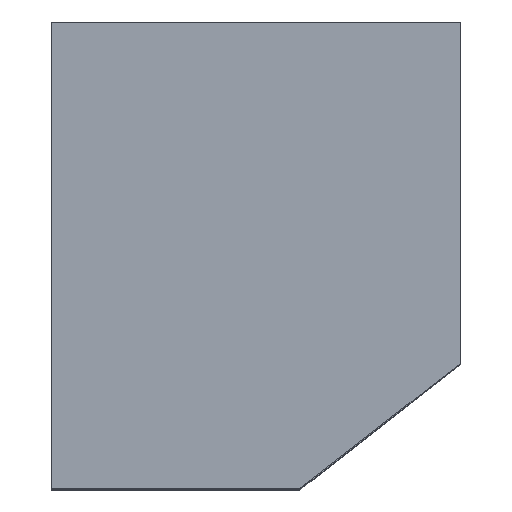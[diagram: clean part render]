
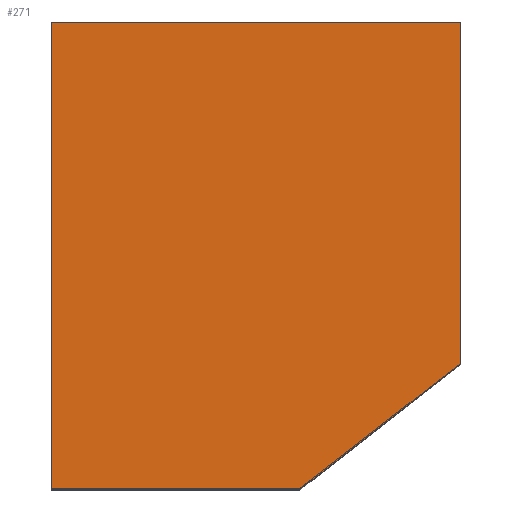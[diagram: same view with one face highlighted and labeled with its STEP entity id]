
A CAD part, top view. The second image highlights one B-rep face of the part: STEP entity #271.
In plain terms, the highlighted planar face has unit normal (0, 0, 1).
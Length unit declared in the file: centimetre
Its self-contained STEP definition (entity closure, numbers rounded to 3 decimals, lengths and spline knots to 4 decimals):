
#25=FACE_OUTER_BOUND($,#39,.T.);
#39=EDGE_LOOP($,(#235,#236,#237,#238,#239));
#55=LINE($,#388,#91);
#69=LINE($,#416,#105);
#71=LINE($,#419,#107);
#73=LINE($,#424,#109);
#76=LINE($,#428,#112);
#91=VECTOR($,#314,45.5);
#105=VECTOR($,#338,62.2);
#107=VECTOR($,#342,54.5);
#109=VECTOR($,#346,27.145);
#112=VECTOR($,#351,33.1);
#124=VERTEX_POINT($,#385);
#125=VERTEX_POINT($,#387);
#133=VERTEX_POINT($,#413);
#134=VERTEX_POINT($,#415);
#136=VERTEX_POINT($,#423);
#151=EDGE_CURVE($,#125,#124,#55,.T.);
#165=EDGE_CURVE($,#134,#133,#69,.T.);
#167=EDGE_CURVE($,#124,#134,#71,.T.);
#169=EDGE_CURVE($,#136,#125,#73,.T.);
#172=EDGE_CURVE($,#133,#136,#76,.T.);
#235=ORIENTED_EDGE($,*,*,#172,.T.);
#236=ORIENTED_EDGE($,*,*,#169,.T.);
#237=ORIENTED_EDGE($,*,*,#151,.T.);
#238=ORIENTED_EDGE($,*,*,#167,.T.);
#239=ORIENTED_EDGE($,*,*,#165,.T.);
#257=PLANE($,#288);
#271=ADVANCED_FACE($,(#25),#257,.T.);
#288=AXIS2_PLACEMENT_3D($,#429,#352,#353);
#314=DIRECTION($,(0.,1.,0.));
#338=DIRECTION($,(0.,-1.,0.));
#342=DIRECTION($,(-1.,0.,0.));
#346=DIRECTION($,(0.788,0.615,0.));
#351=DIRECTION($,(1.,0.,0.));
#352=DIRECTION('center_axis',(0.,0.,1.));
#353=DIRECTION('ref_axis',(1.,0.,0.));
#385=CARTESIAN_POINT('',(0.,62.2,55.));
#387=CARTESIAN_POINT('',(0.,16.7,55.));
#388=CARTESIAN_POINT($,(0.,62.2,55.));
#413=CARTESIAN_POINT('',(-54.5,0.,55.));
#415=CARTESIAN_POINT('',(-54.5,62.2,55.));
#416=CARTESIAN_POINT($,(-54.5,0.,55.));
#419=CARTESIAN_POINT($,(-54.5,62.2,55.));
#423=CARTESIAN_POINT('',(-21.4,0.,55.));
#424=CARTESIAN_POINT($,(-21.4,0.,55.));
#428=CARTESIAN_POINT($,(-54.5,0.,55.));
#429=CARTESIAN_POINT('Origin',(-27.25,31.1,55.));
